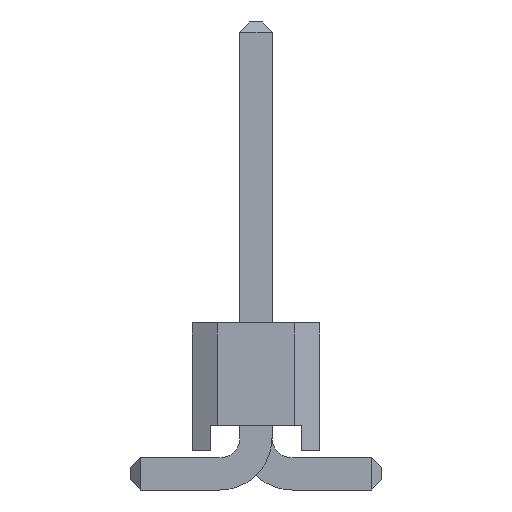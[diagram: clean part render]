
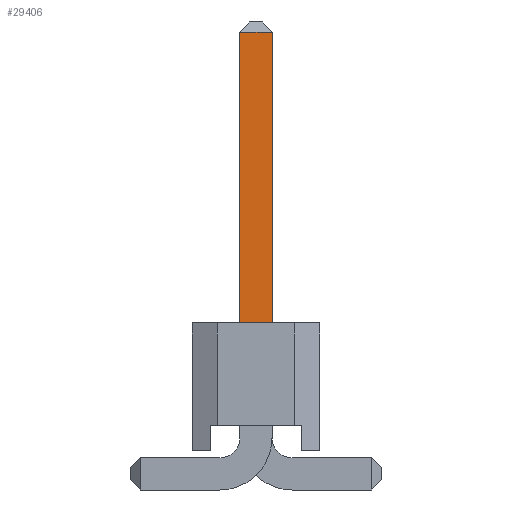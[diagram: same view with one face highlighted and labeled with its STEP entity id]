
A CAD part, left-side view. The second image highlights one B-rep face of the part: STEP entity #29406.
In plain terms, the highlighted planar face has unit normal (-1, 0, 0).
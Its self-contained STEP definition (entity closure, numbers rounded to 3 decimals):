
#6148=ORIENTED_EDGE('',*,*,#8467,.F.);
#6149=ORIENTED_EDGE('',*,*,#9112,.F.);
#6150=ORIENTED_EDGE('',*,*,#9105,.T.);
#6151=ORIENTED_EDGE('',*,*,#9113,.F.);
#8467=EDGE_CURVE('',#10631,#10632,#13157,.T.);
#9105=EDGE_CURVE('',#10988,#10987,#13795,.T.);
#9112=EDGE_CURVE('',#10988,#10631,#13802,.T.);
#9113=EDGE_CURVE('',#10632,#10987,#13803,.T.);
#10631=VERTEX_POINT('',#40795);
#10632=VERTEX_POINT('',#40797);
#10987=VERTEX_POINT('',#42105);
#10988=VERTEX_POINT('',#42109);
#13157=LINE('',#40796,#15971);
#13795=LINE('',#42108,#16609);
#13802=LINE('',#42121,#16616);
#13803=LINE('',#42123,#16617);
#15971=VECTOR('',#34837,1000.);
#16609=VECTOR('',#36111,1000.);
#16616=VECTOR('',#36126,1000.);
#16617=VECTOR('',#36129,1000.);
#17844=EDGE_LOOP('',(#6148,#6149,#6150,#6151));
#19072=FACE_BOUND('',#17844,.T.);
#20156=PLANE('',#30713);
#29406=ADVANCED_FACE('',(#19072),#20156,.T.);
#30713=AXIS2_PLACEMENT_3D('',#42122,#36127,#36128);
#34837=DIRECTION('',(0.,1.,0.));
#36111=DIRECTION('',(0.,1.,0.));
#36126=DIRECTION('',(0.,0.,-1.));
#36127=DIRECTION('',(-1.,0.,0.));
#36128=DIRECTION('',(0.,0.,1.));
#36129=DIRECTION('',(0.,0.,1.));
#40795=CARTESIAN_POINT('',(-44.77,-0.32,1.27));
#40796=CARTESIAN_POINT('',(-44.77,-0.32,1.27));
#40797=CARTESIAN_POINT('',(-44.77,0.32,1.27));
#42105=CARTESIAN_POINT('',(-44.77,0.32,7.07));
#42108=CARTESIAN_POINT('',(-44.77,0.32,7.07));
#42109=CARTESIAN_POINT('',(-44.77,-0.32,7.07));
#42121=CARTESIAN_POINT('',(-44.77,-0.32,-1.02));
#42122=CARTESIAN_POINT('',(-44.77,0.72,-1.02));
#42123=CARTESIAN_POINT('',(-44.77,0.32,-1.02));
